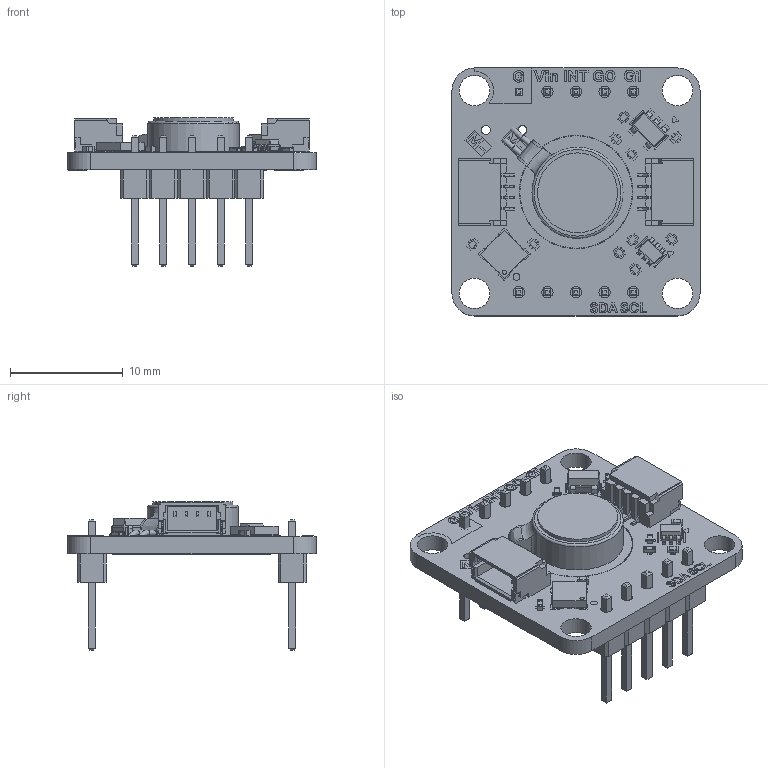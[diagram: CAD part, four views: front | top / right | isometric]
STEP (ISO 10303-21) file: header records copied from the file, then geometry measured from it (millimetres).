
FILE_DESCRIPTION(('KiCad electronic assembly'),'2;1');
FILE_NAME('AX22-0039.step','2025-12-08T19:57:04',('Pcbnew'),('Kicad'), 'Open CASCADE STEP processor 7.8','KiCad to STEP converter','Unknown' );
FILE_SCHEMA(('AUTOMOTIVE_DESIGN { 1 0 10303 214 1 1 1 1 }'));
Length unit declared in the file: millimetre
Products named in the file (14): AX22-0039 1; SM04B-SRSS-TB(LF)(SN)--3DModel-STEP-269445; PinHeader_1x05_P2.54mm_Vertical; DA7280; Body; PinsArrayLR; PinsArrayTB; C_0402_1005Metric; R_0402_1005Metric; SOT-363_SC-70-6; SOT-23-5; Vibration Motor v1; AX22_LRA-Driver-DA7820_silkscreen; AX22_LRA-Driver-DA7820_PCB
Assembly tree (23 placements, depth 3):
  AX22-0039 1
    SM04B-SRSS-TB(LF)(SN)--3DModel-STEP-269445  x2
    PinHeader_1x05_P2.54mm_Vertical  x2
    DA7280
      Body
      PinsArrayLR
      PinsArrayTB
    C_0402_1005Metric  x5
    R_0402_1005Metric  x5
    SOT-363_SC-70-6
    SOT-23-5
    Vibration Motor v1
    AX22_LRA-Driver-DA7820_silkscreen
    AX22_LRA-Driver-DA7820_PCB
Bounding box: 22 x 22 x 13.14 mm (x, y, z)
Volume: 1129.8 mm3; surface area: 2462.6 mm2
Topology: 46 solids, 280 shells, 1583 faces, 5784 edges, 4552 vertices
Faces by surface type: plane 1256, cylinder 263, bspline 62, torus 2
Full cylindrical faces by diameter (mm): 0.375 x1, 0.5 x2, 0.8 x4, 1 x10, 2.7 x4, 7.088 x1
Entity records: 50289 total; most frequent: CARTESIAN_POINT 9562, DIRECTION 7002, ORIENTED_EDGE 6245, EDGE_CURVE 4284, VERTEX_POINT 3574, LINE 3356, VECTOR 3356, AXIS2_PLACEMENT_3D 1823
